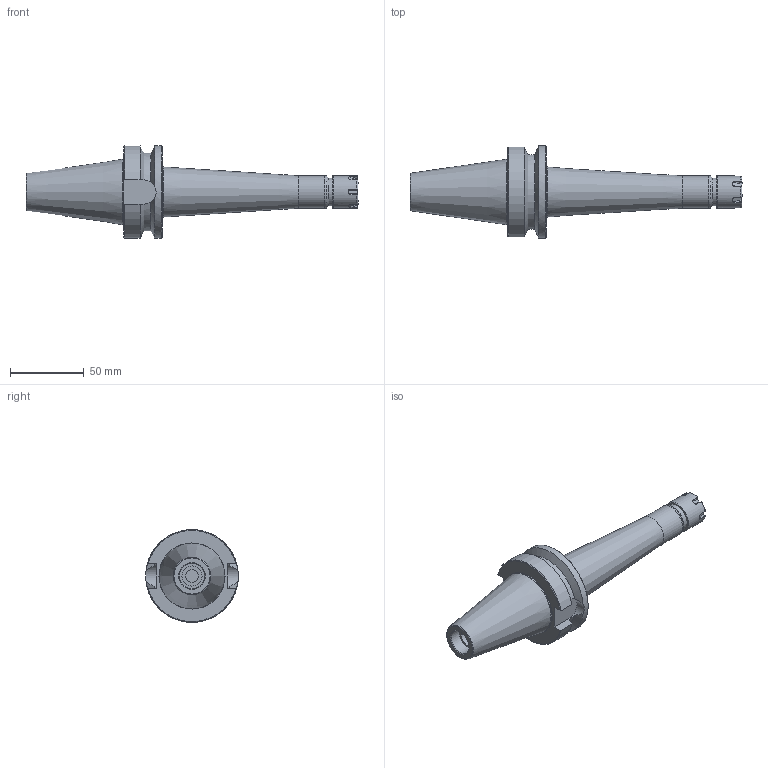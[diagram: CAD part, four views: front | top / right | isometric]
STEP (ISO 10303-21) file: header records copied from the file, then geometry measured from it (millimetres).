
FILE_DESCRIPTION(/* description */ (''),/* implementation_level */ '2;1');
FILE_NAME(/* name */ 'BT40 ER16-160MDT.step',/* time_stamp */ '2025-11-04T09:34:04-06:00',/* author */ (''),/* organization */ (''),/* preprocessor_version */ 'ST-DEVELOPER v20.1',/* originating_system */ 'Autodesk Translation Framework v14.17.0.0',/* authorisation */ '');
FILE_SCHEMA (('AUTOMOTIVE_DESIGN { 1 0 10303 214 3 1 1 }'));
Length unit declared in the file: inch
Products named in the file (3): BT40 EM.750-2.5D; CAT40 EM20-63; ER16M Collet Nut v2
Assembly tree (2 placements, depth 3):
  BT40 EM.750-2.5D
    CAT40 EM20-63
      ER16M Collet Nut v2
Bounding box: 225.53 x 62.99 x 62.99 mm (x, y, z)
Volume: 188742.1 mm3; surface area: 37785.6 mm2
Topology: 2 solids, 2 shells, 83 faces, 214 edges, 139 vertices
Faces by surface type: plane 32, cylinder 27, cone 14, torus 10
Full cylindrical faces by diameter (mm): 8.5 x1, 11.303 x1, 13.716 x1, 17.018 x1, 19 x1, 22.098 x1, 22.123 x1, 44.45 x1, 62.992 x1
Entity records: 2880 total; most frequent: CARTESIAN_POINT 744, ORIENTED_EDGE 428, DIRECTION 425, EDGE_CURVE 214, AXIS2_PLACEMENT_3D 166, VERTEX_POINT 139, LINE 93, VECTOR 93
